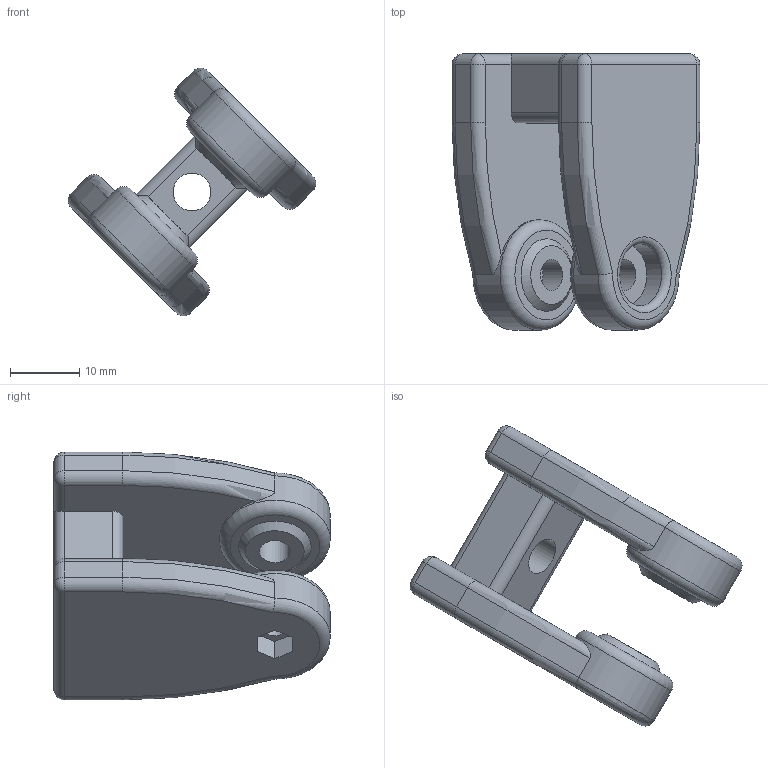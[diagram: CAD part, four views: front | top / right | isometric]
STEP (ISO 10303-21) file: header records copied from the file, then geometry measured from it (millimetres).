
FILE_DESCRIPTION(/* description */ ('','CAx-IF Rec.Pracs.---Representation and Presentation of Product Manufacturing Information (PMI)---4.0---2014-10-13'),/* implementation_level */ '2;1');
FILE_NAME(/* name */ 'belt_tensioner_F624ZZ.step',/* time_stamp */ '2025-01-04T14:32:11+01:00',/* author */ (''),/* organization */ (''),/* preprocessor_version */ 'ST-DEVELOPER v20',/* originating_system */ 'Autodesk Translation Framework v13.20.0.188',/* authorisation */ '');
FILE_SCHEMA (('AP242_MANAGED_MODEL_BASED_3D_ENGINEERING_MIM_LF { 1 0 10303 442 1 1 4 }'));
Length unit declared in the file: millimetre
Products named in the file (2): belt_tensioner_F624ZZ; BeltTensionerForF624ZZ
Assembly tree (1 placements, depth 2):
  belt_tensioner_F624ZZ
    BeltTensionerForF624ZZ
Bounding box: 35.87 x 40 x 35.87 mm (x, y, z)
Volume: 11787 mm3; surface area: 5366.8 mm2
Topology: 1 solids, 1 shells, 81 faces, 178 edges, 104 vertices
Faces by surface type: cylinder 33, plane 25, torus 13, sphere 8, cone 2
Full cylindrical faces by diameter (mm): 3.5 x1, 4.5 x2, 5.5 x1, 9 x1, 16 x2
Entity records: 2361 total; most frequent: CARTESIAN_POINT 466, DIRECTION 423, ORIENTED_EDGE 356, EDGE_CURVE 178, AXIS2_PLACEMENT_3D 169, VERTEX_POINT 104, EDGE_LOOP 92, LINE 85
